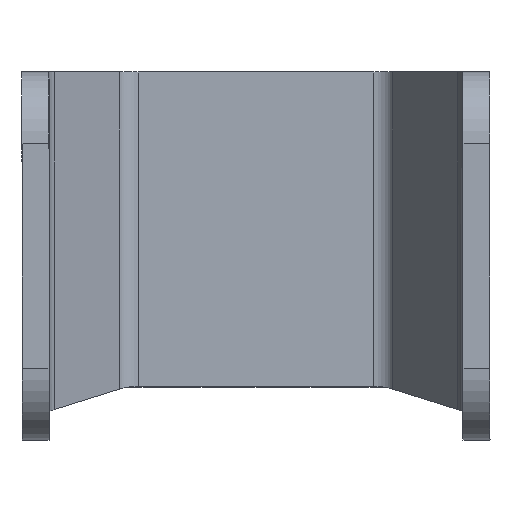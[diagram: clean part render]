
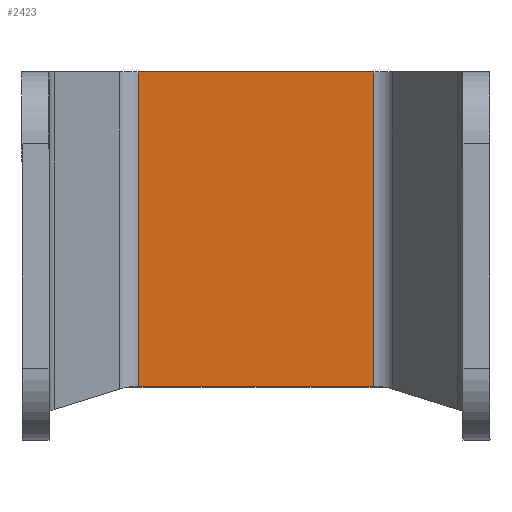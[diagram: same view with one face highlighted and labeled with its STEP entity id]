
A CAD part, top view. The second image highlights one B-rep face of the part: STEP entity #2423.
In plain terms, the highlighted planar face has unit normal (0, 0, 1).
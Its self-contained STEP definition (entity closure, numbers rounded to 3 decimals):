
#43 = PLANE('',#44);
#44 = AXIS2_PLACEMENT_3D('',#45,#46,#47);
#45 = CARTESIAN_POINT('',(55.,30.2,-64.2));
#46 = DIRECTION('',(0.,1.,0.));
#47 = DIRECTION('',(0.,0.,1.));
#485 = VERTEX_POINT('',#486);
#486 = CARTESIAN_POINT('',(-26.214,30.2,-24.2));
#501 = CYLINDRICAL_SURFACE('',#502,5.);
#502 = AXIS2_PLACEMENT_3D('',#503,#504,#505);
#503 = CARTESIAN_POINT('',(-26.214,45.2,-19.2));
#504 = DIRECTION('',(0.,1.,0.));
#505 = DIRECTION('',(0.,0.,1.));
#513 = EDGE_CURVE('',#485,#514,#516,.T.);
#514 = VERTEX_POINT('',#515);
#515 = CARTESIAN_POINT('',(26.214,30.2,-24.2));
#516 = SURFACE_CURVE('',#517,(#521,#527),.PCURVE_S1.);
#517 = LINE('',#518,#519);
#518 = CARTESIAN_POINT('',(40.607,30.2,-24.2));
#519 = VECTOR('',#520,1.);
#520 = DIRECTION('',(1.,0.,0.));
#521 = PCURVE('',#43,#522);
#522 = DEFINITIONAL_REPRESENTATION('',(#523),#526);
#523 = B_SPLINE_CURVE_WITH_KNOTS('',1,(#524,#525),.UNSPECIFIED.,.F.,.F.,
  (2,2),(-72.065,-9.15),.PIECEWISE_BEZIER_KNOTS.);
#524 = CARTESIAN_POINT('',(40.,-86.457));
#525 = CARTESIAN_POINT('',(40.,-23.543));
#526 = ( GEOMETRIC_REPRESENTATION_CONTEXT(2) 
PARAMETRIC_REPRESENTATION_CONTEXT() REPRESENTATION_CONTEXT('2D SPACE',''
  ) );
#527 = PCURVE('',#528,#533);
#528 = PLANE('',#529);
#529 = AXIS2_PLACEMENT_3D('',#530,#531,#532);
#530 = CARTESIAN_POINT('',(26.214,45.2,-24.2));
#531 = DIRECTION('',(0.,-0.,-1.));
#532 = DIRECTION('',(-1.,0.,0.));
#533 = DEFINITIONAL_REPRESENTATION('',(#534),#537);
#534 = B_SPLINE_CURVE_WITH_KNOTS('',1,(#535,#536),.UNSPECIFIED.,.F.,.F.,
  (2,2),(-72.065,-9.15),.PIECEWISE_BEZIER_KNOTS.);
#535 = CARTESIAN_POINT('',(57.672,-15.));
#536 = CARTESIAN_POINT('',(-5.243,-15.));
#537 = ( GEOMETRIC_REPRESENTATION_CONTEXT(2) 
PARAMETRIC_REPRESENTATION_CONTEXT() REPRESENTATION_CONTEXT('2D SPACE',''
  ) );
#556 = CYLINDRICAL_SURFACE('',#557,5.);
#557 = AXIS2_PLACEMENT_3D('',#558,#559,#560);
#558 = CARTESIAN_POINT('',(26.214,45.2,-19.2));
#559 = DIRECTION('',(0.,1.,0.));
#560 = DIRECTION('',(0.,0.,1.));
#1278 = VERTEX_POINT('',#1279);
#1279 = CARTESIAN_POINT('',(-26.214,-39.8,-24.2));
#1325 = PLANE('',#1326);
#1326 = AXIS2_PLACEMENT_3D('',#1327,#1328,#1329);
#1327 = CARTESIAN_POINT('',(55.,-39.8,-64.2));
#1328 = DIRECTION('',(0.,1.,0.));
#1329 = DIRECTION('',(0.,0.,1.));
#2371 = EDGE_CURVE('',#514,#2372,#2374,.T.);
#2372 = VERTEX_POINT('',#2373);
#2373 = CARTESIAN_POINT('',(26.214,-39.8,-24.2));
#2374 = SURFACE_CURVE('',#2375,(#2379,#2386),.PCURVE_S1.);
#2375 = LINE('',#2376,#2377);
#2376 = CARTESIAN_POINT('',(26.214,45.2,-24.2));
#2377 = VECTOR('',#2378,1.);
#2378 = DIRECTION('',(0.,-1.,0.));
#2379 = PCURVE('',#556,#2380);
#2380 = DEFINITIONAL_REPRESENTATION('',(#2381),#2385);
#2381 = LINE('',#2382,#2383);
#2382 = CARTESIAN_POINT('',(-3.142,0.));
#2383 = VECTOR('',#2384,1.);
#2384 = DIRECTION('',(-0.,-1.));
#2385 = ( GEOMETRIC_REPRESENTATION_CONTEXT(2) 
PARAMETRIC_REPRESENTATION_CONTEXT() REPRESENTATION_CONTEXT('2D SPACE',''
  ) );
#2386 = PCURVE('',#528,#2387);
#2387 = DEFINITIONAL_REPRESENTATION('',(#2388),#2392);
#2388 = LINE('',#2389,#2390);
#2389 = CARTESIAN_POINT('',(0.,0.));
#2390 = VECTOR('',#2391,1.);
#2391 = DIRECTION('',(0.,-1.));
#2392 = ( GEOMETRIC_REPRESENTATION_CONTEXT(2) 
PARAMETRIC_REPRESENTATION_CONTEXT() REPRESENTATION_CONTEXT('2D SPACE',''
  ) );
#2423 = ADVANCED_FACE('',(#2424),#528,.F.);
#2424 = FACE_BOUND('',#2425,.F.);
#2425 = EDGE_LOOP('',(#2426,#2427,#2448,#2469));
#2426 = ORIENTED_EDGE('',*,*,#2371,.T.);
#2427 = ORIENTED_EDGE('',*,*,#2428,.T.);
#2428 = EDGE_CURVE('',#2372,#1278,#2429,.T.);
#2429 = SURFACE_CURVE('',#2430,(#2434,#2441),.PCURVE_S1.);
#2430 = LINE('',#2431,#2432);
#2431 = CARTESIAN_POINT('',(55.,-39.8,-24.2));
#2432 = VECTOR('',#2433,1.);
#2433 = DIRECTION('',(-1.,0.,0.));
#2434 = PCURVE('',#528,#2435);
#2435 = DEFINITIONAL_REPRESENTATION('',(#2436),#2440);
#2436 = LINE('',#2437,#2438);
#2437 = CARTESIAN_POINT('',(-28.786,-85.));
#2438 = VECTOR('',#2439,1.);
#2439 = DIRECTION('',(1.,0.));
#2440 = ( GEOMETRIC_REPRESENTATION_CONTEXT(2) 
PARAMETRIC_REPRESENTATION_CONTEXT() REPRESENTATION_CONTEXT('2D SPACE',''
  ) );
#2441 = PCURVE('',#1325,#2442);
#2442 = DEFINITIONAL_REPRESENTATION('',(#2443),#2447);
#2443 = LINE('',#2444,#2445);
#2444 = CARTESIAN_POINT('',(40.,0.));
#2445 = VECTOR('',#2446,1.);
#2446 = DIRECTION('',(0.,-1.));
#2447 = ( GEOMETRIC_REPRESENTATION_CONTEXT(2) 
PARAMETRIC_REPRESENTATION_CONTEXT() REPRESENTATION_CONTEXT('2D SPACE',''
  ) );
#2448 = ORIENTED_EDGE('',*,*,#2449,.F.);
#2449 = EDGE_CURVE('',#485,#1278,#2450,.T.);
#2450 = SURFACE_CURVE('',#2451,(#2455,#2462),.PCURVE_S1.);
#2451 = LINE('',#2452,#2453);
#2452 = CARTESIAN_POINT('',(-26.214,45.2,-24.2));
#2453 = VECTOR('',#2454,1.);
#2454 = DIRECTION('',(0.,-1.,0.));
#2455 = PCURVE('',#528,#2456);
#2456 = DEFINITIONAL_REPRESENTATION('',(#2457),#2461);
#2457 = LINE('',#2458,#2459);
#2458 = CARTESIAN_POINT('',(52.429,0.));
#2459 = VECTOR('',#2460,1.);
#2460 = DIRECTION('',(0.,-1.));
#2461 = ( GEOMETRIC_REPRESENTATION_CONTEXT(2) 
PARAMETRIC_REPRESENTATION_CONTEXT() REPRESENTATION_CONTEXT('2D SPACE',''
  ) );
#2462 = PCURVE('',#501,#2463);
#2463 = DEFINITIONAL_REPRESENTATION('',(#2464),#2468);
#2464 = LINE('',#2465,#2466);
#2465 = CARTESIAN_POINT('',(-3.142,0.));
#2466 = VECTOR('',#2467,1.);
#2467 = DIRECTION('',(-0.,-1.));
#2468 = ( GEOMETRIC_REPRESENTATION_CONTEXT(2) 
PARAMETRIC_REPRESENTATION_CONTEXT() REPRESENTATION_CONTEXT('2D SPACE',''
  ) );
#2469 = ORIENTED_EDGE('',*,*,#513,.T.);
